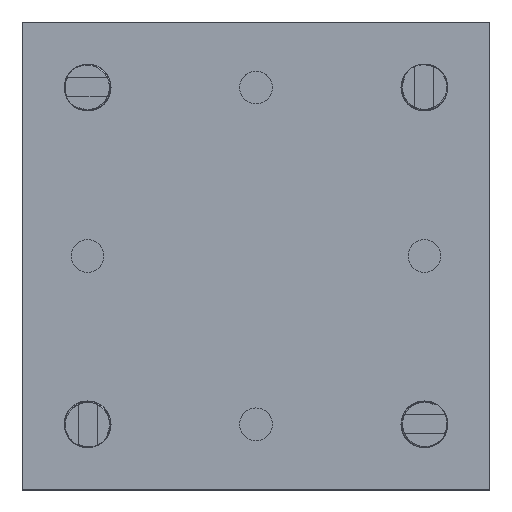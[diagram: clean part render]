
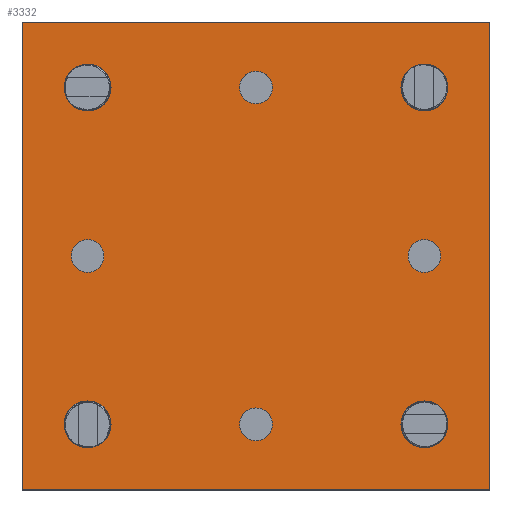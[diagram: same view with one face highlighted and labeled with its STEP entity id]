
A CAD part, top view. The second image highlights one B-rep face of the part: STEP entity #3332.
In plain terms, the highlighted planar face has unit normal (0, 0, 1).
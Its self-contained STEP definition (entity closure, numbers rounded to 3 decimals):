
#419=FACE_BOUND('',#650,.T.);
#420=FACE_BOUND('',#651,.T.);
#421=FACE_BOUND('',#652,.T.);
#422=FACE_BOUND('',#653,.T.);
#423=FACE_BOUND('',#654,.T.);
#424=FACE_BOUND('',#655,.T.);
#425=FACE_BOUND('',#656,.T.);
#426=FACE_BOUND('',#657,.T.);
#439=PLANE('',#3571);
#465=FACE_OUTER_BOUND('',#649,.T.);
#649=EDGE_LOOP('',(#2184,#2185,#2186,#2187));
#650=EDGE_LOOP('',(#2188));
#651=EDGE_LOOP('',(#2189));
#652=EDGE_LOOP('',(#2190));
#653=EDGE_LOOP('',(#2191));
#654=EDGE_LOOP('',(#2192));
#655=EDGE_LOOP('',(#2193));
#656=EDGE_LOOP('',(#2194));
#657=EDGE_LOOP('',(#2195));
#847=LINE('',#4297,#1039);
#850=LINE('',#4303,#1042);
#853=LINE('',#4309,#1045);
#856=LINE('',#4313,#1048);
#1039=VECTOR('',#3774,10.);
#1042=VECTOR('',#3779,10.);
#1045=VECTOR('',#3784,10.);
#1048=VECTOR('',#3789,10.);
#1221=CIRCLE('',#3544,3.5);
#1223=CIRCLE('',#3547,3.5);
#1225=CIRCLE('',#3550,5.);
#1227=CIRCLE('',#3553,3.5);
#1229=CIRCLE('',#3556,3.5);
#1231=CIRCLE('',#3559,5.);
#1233=CIRCLE('',#3562,5.);
#1235=CIRCLE('',#3565,5.);
#1244=VERTEX_POINT('',#4243);
#1246=VERTEX_POINT('',#4249);
#1248=VERTEX_POINT('',#4255);
#1250=VERTEX_POINT('',#4261);
#1252=VERTEX_POINT('',#4267);
#1254=VERTEX_POINT('',#4273);
#1256=VERTEX_POINT('',#4279);
#1258=VERTEX_POINT('',#4285);
#1262=VERTEX_POINT('',#4294);
#1263=VERTEX_POINT('',#4296);
#1265=VERTEX_POINT('',#4302);
#1267=VERTEX_POINT('',#4308);
#1601=EDGE_CURVE('',#1244,#1244,#1221,.T.);
#1604=EDGE_CURVE('',#1246,#1246,#1223,.T.);
#1607=EDGE_CURVE('',#1248,#1248,#1225,.T.);
#1610=EDGE_CURVE('',#1250,#1250,#1227,.T.);
#1613=EDGE_CURVE('',#1252,#1252,#1229,.T.);
#1616=EDGE_CURVE('',#1254,#1254,#1231,.T.);
#1619=EDGE_CURVE('',#1256,#1256,#1233,.T.);
#1622=EDGE_CURVE('',#1258,#1258,#1235,.T.);
#1627=EDGE_CURVE('',#1263,#1262,#847,.T.);
#1630=EDGE_CURVE('',#1265,#1263,#850,.T.);
#1633=EDGE_CURVE('',#1267,#1265,#853,.T.);
#1636=EDGE_CURVE('',#1262,#1267,#856,.T.);
#2184=ORIENTED_EDGE('',*,*,#1636,.T.);
#2185=ORIENTED_EDGE('',*,*,#1633,.T.);
#2186=ORIENTED_EDGE('',*,*,#1630,.T.);
#2187=ORIENTED_EDGE('',*,*,#1627,.T.);
#2188=ORIENTED_EDGE('',*,*,#1622,.T.);
#2189=ORIENTED_EDGE('',*,*,#1619,.T.);
#2190=ORIENTED_EDGE('',*,*,#1616,.T.);
#2191=ORIENTED_EDGE('',*,*,#1613,.T.);
#2192=ORIENTED_EDGE('',*,*,#1610,.T.);
#2193=ORIENTED_EDGE('',*,*,#1607,.T.);
#2194=ORIENTED_EDGE('',*,*,#1604,.T.);
#2195=ORIENTED_EDGE('',*,*,#1601,.T.);
#3332=ADVANCED_FACE('',(#465,#419,#420,#421,#422,#423,#424,#425,#426),#439,
 .T.);
#3544=AXIS2_PLACEMENT_3D('',#4244,#3716,#3717);
#3547=AXIS2_PLACEMENT_3D('',#4250,#3723,#3724);
#3550=AXIS2_PLACEMENT_3D('',#4256,#3730,#3731);
#3553=AXIS2_PLACEMENT_3D('',#4262,#3737,#3738);
#3556=AXIS2_PLACEMENT_3D('',#4268,#3744,#3745);
#3559=AXIS2_PLACEMENT_3D('',#4274,#3751,#3752);
#3562=AXIS2_PLACEMENT_3D('',#4280,#3758,#3759);
#3565=AXIS2_PLACEMENT_3D('',#4286,#3765,#3766);
#3571=AXIS2_PLACEMENT_3D('',#4314,#3790,#3791);
#3716=DIRECTION('center_axis',(0.,0.,-1.));
#3717=DIRECTION('ref_axis',(1.,0.,0.));
#3723=DIRECTION('center_axis',(0.,0.,-1.));
#3724=DIRECTION('ref_axis',(1.,0.,0.));
#3730=DIRECTION('center_axis',(0.,0.,-1.));
#3731=DIRECTION('ref_axis',(1.,0.,0.));
#3737=DIRECTION('center_axis',(0.,0.,-1.));
#3738=DIRECTION('ref_axis',(1.,0.,0.));
#3744=DIRECTION('center_axis',(0.,0.,-1.));
#3745=DIRECTION('ref_axis',(1.,0.,0.));
#3751=DIRECTION('center_axis',(0.,0.,-1.));
#3752=DIRECTION('ref_axis',(1.,0.,0.));
#3758=DIRECTION('center_axis',(0.,0.,-1.));
#3759=DIRECTION('ref_axis',(1.,0.,0.));
#3765=DIRECTION('center_axis',(0.,0.,-1.));
#3766=DIRECTION('ref_axis',(1.,0.,0.));
#3774=DIRECTION('',(1.,0.,0.));
#3779=DIRECTION('',(0.,-1.,0.));
#3784=DIRECTION('',(-1.,0.,0.));
#3789=DIRECTION('',(0.,1.,0.));
#3790=DIRECTION('center_axis',(0.,0.,1.));
#3791=DIRECTION('ref_axis',(1.,0.,0.));
#4243=CARTESIAN_POINT('',(-3.5,-35.992,5.));
#4244=CARTESIAN_POINT('Origin',(0.,-35.992,
5.));
#4249=CARTESIAN_POINT('',(-3.5,35.992,5.));
#4250=CARTESIAN_POINT('Origin',(0.,35.992,5.));
#4255=CARTESIAN_POINT('',(-40.992,-35.992,5.));
#4256=CARTESIAN_POINT('Origin',(-35.992,-35.992,5.));
#4261=CARTESIAN_POINT('',(32.492,0.,5.));
#4262=CARTESIAN_POINT('Origin',(35.992,0.,
5.));
#4267=CARTESIAN_POINT('',(-39.492,0.,5.));
#4268=CARTESIAN_POINT('Origin',(-35.992,0.,
5.));
#4273=CARTESIAN_POINT('',(30.992,35.992,5.));
#4274=CARTESIAN_POINT('Origin',(35.992,35.992,5.));
#4279=CARTESIAN_POINT('',(-40.992,35.992,5.));
#4280=CARTESIAN_POINT('Origin',(-35.992,35.992,5.));
#4285=CARTESIAN_POINT('',(30.992,-35.992,5.));
#4286=CARTESIAN_POINT('Origin',(35.992,-35.992,5.));
#4294=CARTESIAN_POINT('',(50.,-50.,5.));
#4296=CARTESIAN_POINT('',(-50.,-50.,5.));
#4297=CARTESIAN_POINT('',(-50.,-50.,5.));
#4302=CARTESIAN_POINT('',(-50.,50.,5.));
#4303=CARTESIAN_POINT('',(-50.,50.,5.));
#4308=CARTESIAN_POINT('',(50.,50.,5.));
#4309=CARTESIAN_POINT('',(50.,50.,5.));
#4313=CARTESIAN_POINT('',(50.,-50.,5.));
#4314=CARTESIAN_POINT('Origin',(0.,0.,
5.));
